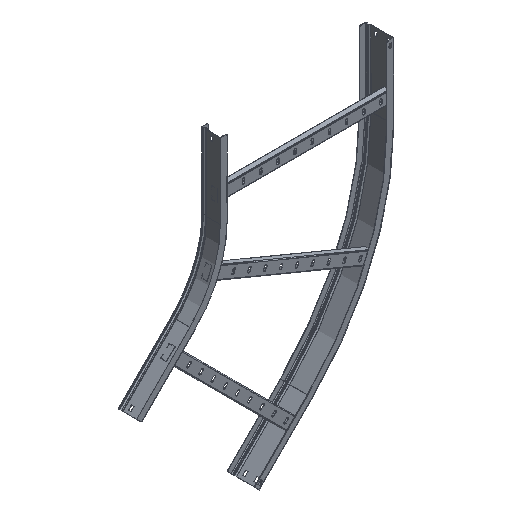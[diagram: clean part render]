
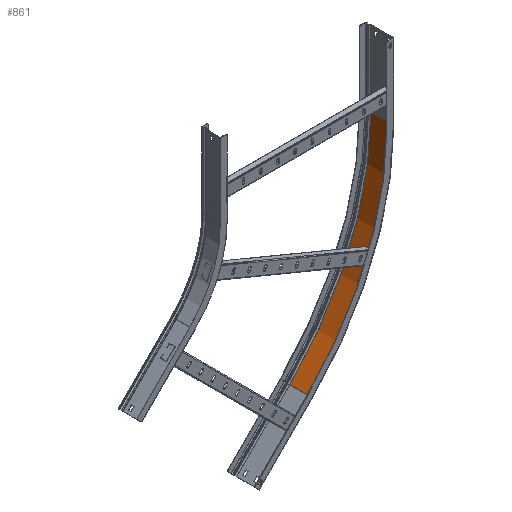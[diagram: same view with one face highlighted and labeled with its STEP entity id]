
A CAD part, isometric view. The second image highlights one B-rep face of the part: STEP entity #861.
In plain terms, the highlighted cylindrical face has radius 798.8 mm (diameter 1597.6 mm), a partial arc.
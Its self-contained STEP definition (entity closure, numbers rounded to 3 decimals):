
#30 = EDGE_CURVE ( 'NONE', #5000, #902, #7653, .T. ) ;
#154 = ORIENTED_EDGE ( 'NONE', *, *, #30, .F. ) ;
#161 = LINE ( 'NONE', #569, #3339 ) ;
#431 = ORIENTED_EDGE ( 'NONE', *, *, #6830, .T. ) ;
#569 = CARTESIAN_POINT ( 'NONE',  ( 798.8, 0., 0. ) ) ;
#861 = ADVANCED_FACE ( 'NONE', ( #1603 ), #6259, .F. ) ;
#902 = VERTEX_POINT ( 'NONE', #7977 ) ;
#1595 = DIRECTION ( 'NONE',  ( 0., 0., 1. ) ) ;
#1603 = FACE_OUTER_BOUND ( 'NONE', #5894, .T. ) ;
#1687 = EDGE_CURVE ( 'NONE', #3479, #5000, #6354, .T. ) ;
#1911 = AXIS2_PLACEMENT_3D ( 'NONE', #2294, #6741, #2921 ) ;
#2294 = CARTESIAN_POINT ( 'NONE',  ( 0., 1.2, 0. ) ) ;
#2921 = DIRECTION ( 'NONE',  ( 0., 0., 1. ) ) ;
#3126 = DIRECTION ( 'NONE',  ( 0., -1., 0. ) ) ;
#3339 = VECTOR ( 'NONE', #3711, 1000. ) ;
#3375 = VECTOR ( 'NONE', #6546, 1000. ) ;
#3456 = CARTESIAN_POINT ( 'NONE',  ( 0., 0., 0. ) ) ;
#3479 = VERTEX_POINT ( 'NONE', #7011 ) ;
#3621 = CARTESIAN_POINT ( 'NONE',  ( 798.8, 1.2, 0. ) ) ;
#3711 = DIRECTION ( 'NONE',  ( 0., 1., 0. ) ) ;
#4280 = VERTEX_POINT ( 'NONE', #3621 ) ;
#5000 = VERTEX_POINT ( 'NONE', #6070 ) ;
#5682 = AXIS2_PLACEMENT_3D ( 'NONE', #8127, #3126, #7566 ) ;
#5826 = CARTESIAN_POINT ( 'NONE',  ( 564.837, 2.2, -564.837 ) ) ;
#5894 = EDGE_LOOP ( 'NONE', ( #7260, #154, #8150, #431 ) ) ;
#6070 = CARTESIAN_POINT ( 'NONE',  ( 564.837, 64.965, -564.837 ) ) ;
#6259 = CYLINDRICAL_SURFACE ( 'NONE', #8074, 798.8 ) ;
#6354 = LINE ( 'NONE', #5826, #3375 ) ;
#6546 = DIRECTION ( 'NONE',  ( 0., 1., 0. ) ) ;
#6728 = CIRCLE ( 'NONE', #1911, 798.8 ) ;
#6741 = DIRECTION ( 'NONE',  ( 0., -1., 0. ) ) ;
#6830 = EDGE_CURVE ( 'NONE', #3479, #4280, #6728, .T. ) ;
#7011 = CARTESIAN_POINT ( 'NONE',  ( 564.837, 1.2, -564.837 ) ) ;
#7260 = ORIENTED_EDGE ( 'NONE', *, *, #7623, .T. ) ;
#7307 = DIRECTION ( 'NONE',  ( 0., 1., 0. ) ) ;
#7566 = DIRECTION ( 'NONE',  ( 0., 0., -1. ) ) ;
#7623 = EDGE_CURVE ( 'NONE', #4280, #902, #161, .T. ) ;
#7653 = CIRCLE ( 'NONE', #5682, 798.8 ) ;
#7977 = CARTESIAN_POINT ( 'NONE',  ( 798.8, 64.965, 0. ) ) ;
#8074 = AXIS2_PLACEMENT_3D ( 'NONE', #3456, #7307, #1595 ) ;
#8127 = CARTESIAN_POINT ( 'NONE',  ( 0., 64.965, 0. ) ) ;
#8150 = ORIENTED_EDGE ( 'NONE', *, *, #1687, .F. ) ;
